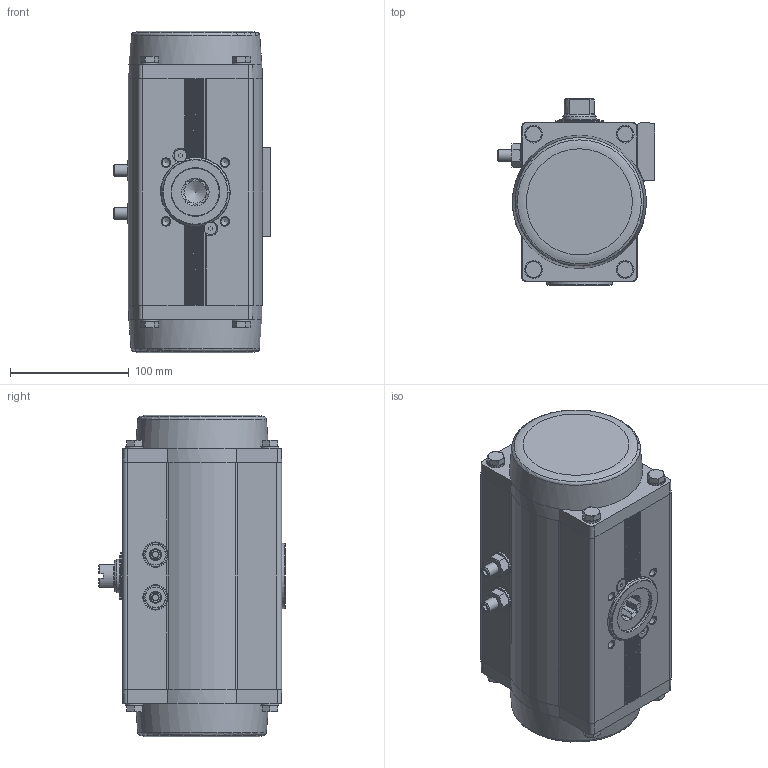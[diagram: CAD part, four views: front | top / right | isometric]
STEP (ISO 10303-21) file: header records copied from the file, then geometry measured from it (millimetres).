
FILE_DESCRIPTION(/* description */ ('STEP AP214'),/* implementation_level */ '2;1');
FILE_NAME(/* name */ '8144440_DFPD-N-160-RP-90-RS60-F07-17-R3-C',/* time_stamp */ '2024-08-15T19:22:22+02:00',/* author */ ('License CC BY-ND 4.0'),/* organization */ ('CADENAS'),/* preprocessor_version */ 'ST-DEVELOPER v19.3',/* originating_system */ 'PARTsolutions',/* authorisation */ ' ');
FILE_SCHEMA (('AUTOMOTIVE_DESIGN {1 0 10303 214 3 1 1}'));
Length unit declared in the file: millimetre
Products named in the file (7): 8144440 DFPD-N-160-RP-90-RS60-F07-17-R3-C---(0); 8042189 DFPD-N-160-90-RS-F07-C-----(housing); 8042189 DFPD-160(F07-17_0)---(shaft); 4131243 SCHEIBE 10.2X20X2-1.4301; DIN 934 - M10(F); 5190463 DFPD-160-C--(adj); 8101071 DFPD-CTR-F07--(ctr)
Assembly tree (9 placements, depth 2):
  8144440 DFPD-N-160-RP-90-RS60-F07-17-R3-C---(0)
    8042189 DFPD-N-160-90-RS-F07-C-----(housing)
    8042189 DFPD-160(F07-17_0)---(shaft)
    4131243 SCHEIBE 10.2X20X2-1.4301  x2
    DIN 934 - M10(F)  x2
    5190463 DFPD-160-C--(adj)  x2
    8101071 DFPD-CTR-F07--(ctr)
Bounding box: 132.67 x 157 x 270.9 mm (x, y, z)
Volume: 3508653.3 mm3; surface area: 212495.1 mm2
Topology: 9 solids, 9 shells, 687 faces, 1622 edges, 1016 vertices
Faces by surface type: plane 369, cone 142, cylinder 136, torus 38, sphere 2
Full cylindrical faces by diameter (mm): 2 x2, 4.134 x8, 4.917 x1, 6.647 x4, 8.376 x4, 8.5 x2, 10 x4, 10.2 x2, 10.57 x2, 12.8 x1, 14.8 x2, 15 x8, 20 x2, 21 x2, 24 x1, 28 x3, 33.2 x1, 34 x2, 40 x3, 41 x1, 44.5 x2, 45 x2, 46 x1, 55 x1, 58 x2
Entity records: 18305 total; most frequent: CARTESIAN_POINT 3803, DIRECTION 2953, ORIENTED_EDGE 2752, EDGE_CURVE 1376, AXIS2_PLACEMENT_3D 1149, VERTEX_POINT 951, FACE_BOUND 891, EDGE_LOOP 881
